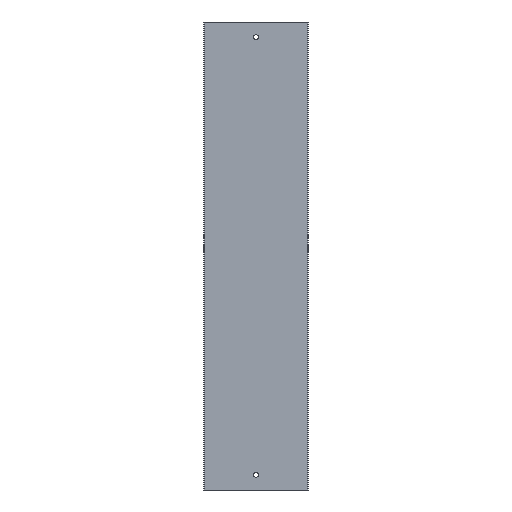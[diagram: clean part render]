
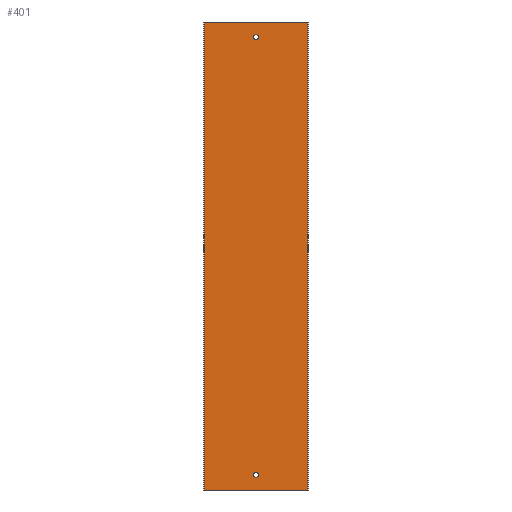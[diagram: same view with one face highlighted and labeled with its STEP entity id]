
A CAD part, front view. The second image highlights one B-rep face of the part: STEP entity #401.
In plain terms, the highlighted planar face has unit normal (0, -1, 0).
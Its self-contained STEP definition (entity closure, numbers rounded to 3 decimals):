
#8 = CARTESIAN_POINT ( 'NONE',  ( 0., 0., 17.5 ) ) ;
#36 = DIRECTION ( 'NONE',  ( 0., 0., 1. ) ) ;
#39 = PLANE ( 'NONE',  #128 ) ;
#41 = CARTESIAN_POINT ( 'NONE',  ( -51., 0., 460. ) ) ;
#51 = DIRECTION ( 'NONE',  ( 0., 1., 0. ) ) ;
#76 = CARTESIAN_POINT ( 'NONE',  ( 51., 0., 460. ) ) ;
#77 = CARTESIAN_POINT ( 'NONE',  ( -51., 0., 460. ) ) ;
#78 = CARTESIAN_POINT ( 'NONE',  ( -51., 0., 0. ) ) ;
#92 = DIRECTION ( 'NONE',  ( 0., 0., -1. ) ) ;
#93 = CARTESIAN_POINT ( 'NONE',  ( 51., 0., 460. ) ) ;
#94 = DIRECTION ( 'NONE',  ( 1., 0., 0. ) ) ;
#95 = CARTESIAN_POINT ( 'NONE',  ( -51., 0., 460. ) ) ;
#97 = CARTESIAN_POINT ( 'NONE',  ( -51., 0., 0. ) ) ;
#99 = DIRECTION ( 'NONE',  ( 0., 0., 1. ) ) ;
#100 = DIRECTION ( 'NONE',  ( 0., -1., 0. ) ) ;
#101 = CARTESIAN_POINT ( 'NONE',  ( 0., 0., 15. ) ) ;
#106 = DIRECTION ( 'NONE',  ( 0., 0., 1. ) ) ;
#107 = DIRECTION ( 'NONE',  ( 0., -1., 0. ) ) ;
#108 = CARTESIAN_POINT ( 'NONE',  ( 0., 0., 445. ) ) ;
#109 = CARTESIAN_POINT ( 'NONE',  ( 51., 0., 0. ) ) ;
#111 = DIRECTION ( 'NONE',  ( 1., 0., 0. ) ) ;
#113 = DIRECTION ( 'NONE',  ( 0., 0., -1. ) ) ;
#115 = CARTESIAN_POINT ( 'NONE',  ( -51., 0., 460. ) ) ;
#128 = AXIS2_PLACEMENT_3D ( 'NONE', #41, #51, #36 ) ;
#132 = AXIS2_PLACEMENT_3D ( 'NONE', #101, #100, #99 ) ;
#133 = AXIS2_PLACEMENT_3D ( 'NONE', #108, #107, #106 ) ;
#152 = EDGE_CURVE ( 'NONE', #255, #256, #340, .T. ) ;
#154 = EDGE_CURVE ( 'NONE', #310, #310, #392, .T. ) ;
#155 = EDGE_CURVE ( 'NONE', #358, #358, #365, .T. ) ;
#157 = EDGE_CURVE ( 'NONE', #256, #258, #312, .T. ) ;
#158 = EDGE_CURVE ( 'NONE', #255, #257, #326, .T. ) ;
#159 = EDGE_CURVE ( 'NONE', #257, #258, #323, .T. ) ;
#205 = ORIENTED_EDGE ( 'NONE', *, *, #152, .T. ) ;
#212 = ORIENTED_EDGE ( 'NONE', *, *, #154, .F. ) ;
#218 = ORIENTED_EDGE ( 'NONE', *, *, #158, .F. ) ;
#219 = ORIENTED_EDGE ( 'NONE', *, *, #157, .T. ) ;
#221 = ORIENTED_EDGE ( 'NONE', *, *, #159, .F. ) ;
#222 = ORIENTED_EDGE ( 'NONE', *, *, #155, .F. ) ;
#255 = VERTEX_POINT ( 'NONE', #77 ) ;
#256 = VERTEX_POINT ( 'NONE', #78 ) ;
#257 = VERTEX_POINT ( 'NONE', #76 ) ;
#258 = VERTEX_POINT ( 'NONE', #109 ) ;
#287 = EDGE_LOOP ( 'NONE', ( #212 ) ) ;
#294 = EDGE_LOOP ( 'NONE', ( #219, #221, #218, #205 ) ) ;
#298 = EDGE_LOOP ( 'NONE', ( #222 ) ) ;
#309 = VECTOR ( 'NONE', #113, 1000. ) ;
#310 = VERTEX_POINT ( 'NONE', #435 ) ;
#312 = LINE ( 'NONE', #97, #348 ) ;
#323 = LINE ( 'NONE', #93, #360 ) ;
#326 = LINE ( 'NONE', #95, #341 ) ;
#339 = FACE_OUTER_BOUND ( 'NONE', #294, .T. ) ;
#340 = LINE ( 'NONE', #115, #309 ) ;
#341 = VECTOR ( 'NONE', #94, 1000. ) ;
#343 = FACE_BOUND ( 'NONE', #298, .T. ) ;
#348 = VECTOR ( 'NONE', #111, 1000. ) ;
#352 = FACE_BOUND ( 'NONE', #287, .T. ) ;
#358 = VERTEX_POINT ( 'NONE', #8 ) ;
#360 = VECTOR ( 'NONE', #92, 1000. ) ;
#365 = CIRCLE ( 'NONE', #132, 2.5 ) ;
#392 = CIRCLE ( 'NONE', #133, 2.5 ) ;
#401 = ADVANCED_FACE ( 'NONE', ( #352, #343, #339 ), #39, .F. ) ;
#435 = CARTESIAN_POINT ( 'NONE',  ( 0., 0., 447.5 ) ) ;
